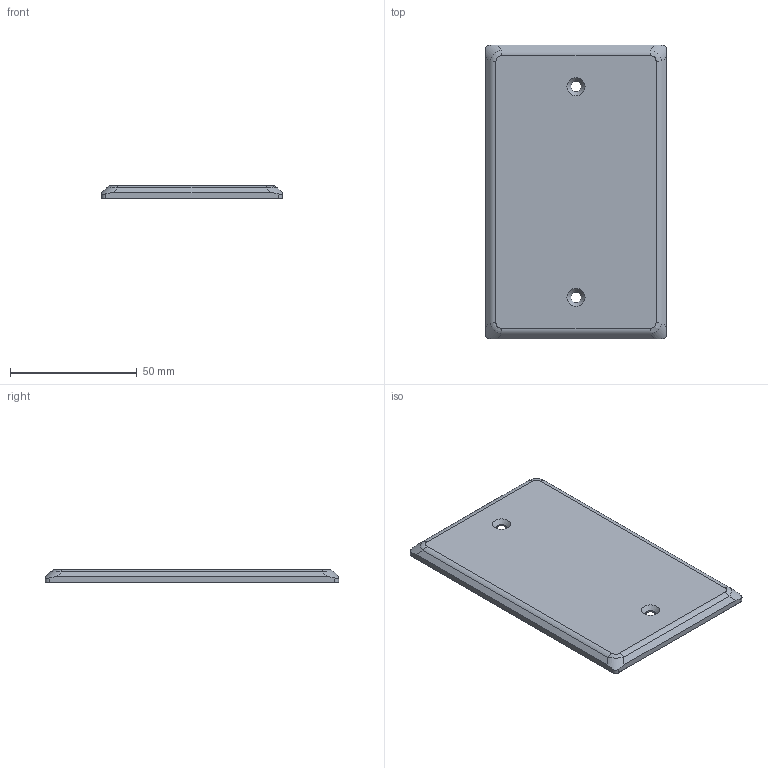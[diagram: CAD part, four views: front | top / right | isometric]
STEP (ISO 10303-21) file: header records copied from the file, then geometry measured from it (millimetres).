
FILE_DESCRIPTION(/* description */ (''),/* implementation_level */ '2;1');
FILE_NAME(/* name */ '07804-2.ipt.stp',/* time_stamp */ '2020-11-10T19:51:40+05:00',/* author */ ('kr'),/* organization */ (''),/* preprocessor_version */ 'ST-DEVELOPER v18',/* originating_system */ 'Autodesk Inventor 2020',/* authorisation */ '');
FILE_SCHEMA (('AUTOMOTIVE_DESIGN { 1 0 10303 214 3 1 1 }'));
Length unit declared in the file: inch
Products named in the file (1): 1FB
Bounding box: 71.44 x 115.87 x 5.08 mm (x, y, z)
Volume: 20263.4 mm3; surface area: 18718.2 mm2
Topology: 1 solids, 1 shells, 719 faces, 1940 edges, 1290 vertices
Faces by surface type: plane 452, bspline 188, cylinder 77, cone 2
Full cylindrical faces by diameter (mm): 1.181 x1, 1.41 x1, 4.191 x2, 10.35 x1, 12.7 x1
Entity records: 24065 total; most frequent: CARTESIAN_POINT 7042, ORIENTED_EDGE 3880, DIRECTION 2808, EDGE_CURVE 1940, LINE 1400, VECTOR 1400, VERTEX_POINT 1290, EDGE_LOOP 790
